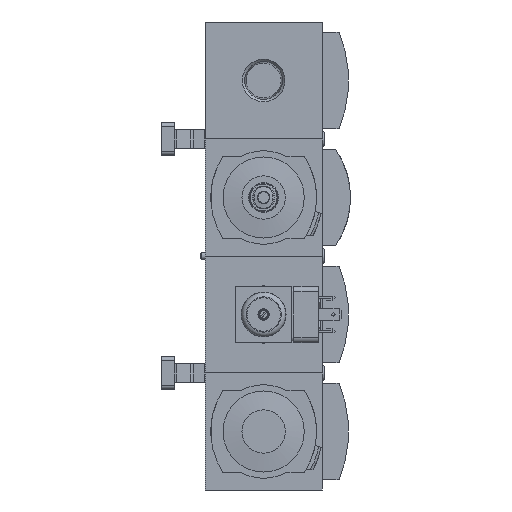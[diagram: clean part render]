
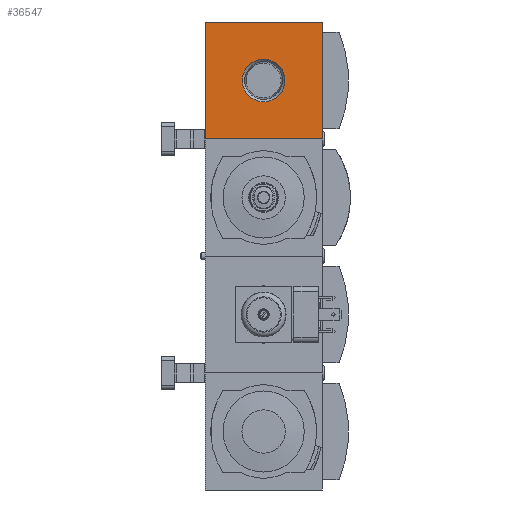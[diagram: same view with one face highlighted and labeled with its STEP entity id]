
A CAD part, front view. The second image highlights one B-rep face of the part: STEP entity #36547.
In plain terms, the highlighted planar face has unit normal (0, -1, 0).
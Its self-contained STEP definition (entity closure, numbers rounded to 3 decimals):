
#402=PLANE('',#38248);
#1666=LINE('',#49503,#4622);
#1674=LINE('',#49518,#4630);
#1690=LINE('',#49548,#4646);
#1730=LINE('',#49639,#4686);
#4622=VECTOR('',#41134,1000.);
#4630=VECTOR('',#41144,1000.);
#4646=VECTOR('',#41162,1000.);
#4686=VECTOR('',#41240,1000.);
#7382=CIRCLE('',#38249,11.288);
#8798=ORIENTED_EDGE('',*,*,#16854,.F.);
#8799=ORIENTED_EDGE('',*,*,#16770,.F.);
#8800=ORIENTED_EDGE('',*,*,#16762,.F.);
#8801=ORIENTED_EDGE('',*,*,#16786,.F.);
#8802=ORIENTED_EDGE('',*,*,#16835,.F.);
#16762=EDGE_CURVE('',#20816,#20817,#1666,.T.);
#16770=EDGE_CURVE('',#20817,#20823,#1674,.T.);
#16786=EDGE_CURVE('',#20835,#20816,#1690,.T.);
#16835=EDGE_CURVE('',#20823,#20835,#1730,.T.);
#16854=EDGE_CURVE('',#20877,#20877,#7382,.T.);
#20816=VERTEX_POINT('',#49502);
#20817=VERTEX_POINT('',#49504);
#20823=VERTEX_POINT('',#49519);
#20835=VERTEX_POINT('',#49547);
#20877=VERTEX_POINT('',#49678);
#23649=EDGE_LOOP('',(#8798));
#23650=EDGE_LOOP('',(#8799,#8800,#8801,#8802));
#25507=FACE_BOUND('',#23649,.T.);
#25508=FACE_BOUND('',#23650,.T.);
#36547=ADVANCED_FACE('',(#25507,#25508),#402,.F.);
#38248=AXIS2_PLACEMENT_3D('',#49676,#41282,#41283);
#38249=AXIS2_PLACEMENT_3D('',#49677,#41284,#41285);
#41134=DIRECTION('',(-1.,0.,0.));
#41144=DIRECTION('',(0.,0.,1.));
#41162=DIRECTION('',(0.,0.,-1.));
#41240=DIRECTION('',(1.,0.,0.));
#41282=DIRECTION('',(0.,1.,0.));
#41283=DIRECTION('',(0.,0.,1.));
#41284=DIRECTION('',(0.,-1.,0.));
#41285=DIRECTION('',(0.,0.,-1.));
#49502=CARTESIAN_POINT('',(31.,-45.,-31.));
#49503=CARTESIAN_POINT('',(31.,-45.,-31.));
#49504=CARTESIAN_POINT('',(-31.,-45.,-31.));
#49518=CARTESIAN_POINT('',(-31.,-45.,-31.));
#49519=CARTESIAN_POINT('',(-31.,-45.,31.));
#49547=CARTESIAN_POINT('',(31.,-45.,31.));
#49548=CARTESIAN_POINT('',(31.,-45.,31.));
#49639=CARTESIAN_POINT('',(-31.,-45.,31.));
#49676=CARTESIAN_POINT('',(0.,-45.,0.));
#49677=CARTESIAN_POINT('',(0.,-45.,0.));
#49678=CARTESIAN_POINT('',(0.,-45.,-11.288));
